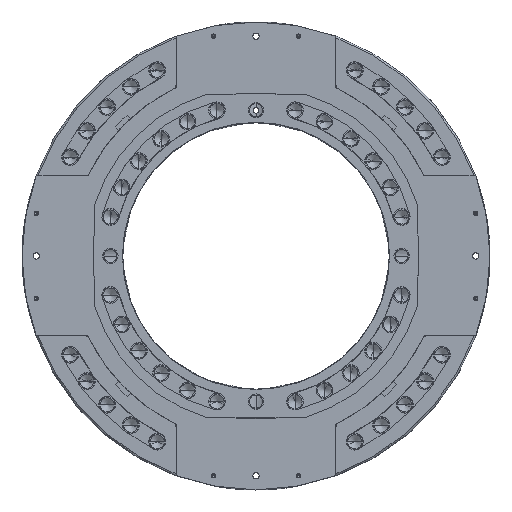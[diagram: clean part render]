
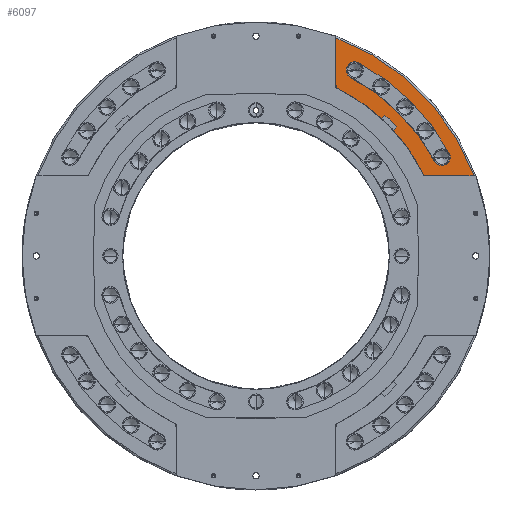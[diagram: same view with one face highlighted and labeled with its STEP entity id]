
A CAD part, top view. The second image highlights one B-rep face of the part: STEP entity #6097.
In plain terms, the highlighted planar face has unit normal (0, 0, 1).
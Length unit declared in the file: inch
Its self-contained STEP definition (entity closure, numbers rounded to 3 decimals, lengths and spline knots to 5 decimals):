
#244 = DIRECTION ( 'NONE',  ( 0., 0., -1. ) ) ;
#260 = EDGE_CURVE ( 'NONE', #28021, #2651, #8466, .T. ) ;
#310 = EDGE_CURVE ( 'NONE', #14463, #989, #19602, .T. ) ;
#328 = EDGE_CURVE ( 'NONE', #989, #10842, #32217, .T. ) ;
#989 = VERTEX_POINT ( 'NONE', #3508 ) ;
#1353 = VECTOR ( 'NONE', #2819, 39.37008 ) ;
#2514 = CARTESIAN_POINT ( 'NONE',  ( 0., 0., 2.65 ) ) ;
#2559 = CARTESIAN_POINT ( 'NONE',  ( 5.45971, 2.90298, 2.65 ) ) ;
#2651 = VERTEX_POINT ( 'NONE', #16426 ) ;
#2819 = DIRECTION ( 'NONE',  ( 0.737, 0.676, 0. ) ) ;
#2820 = VECTOR ( 'NONE', #6137, 39.37008 ) ;
#2964 = EDGE_LOOP ( 'NONE', ( #15582, #13014, #12738, #30853, #17958, #16240 ) ) ;
#3048 = EDGE_CURVE ( 'NONE', #23109, #14463, #17669, .T. ) ;
#3127 = VERTEX_POINT ( 'NONE', #21187 ) ;
#3197 = AXIS2_PLACEMENT_3D ( 'NONE', #19215, #29876, #23656 ) ;
#3491 = VERTEX_POINT ( 'NONE', #32323 ) ;
#3508 = CARTESIAN_POINT ( 'NONE',  ( 2.78749, 5.2425, 2.65 ) ) ;
#3670 = VERTEX_POINT ( 'NONE', #8761 ) ;
#3905 = CIRCLE ( 'NONE', #25395, 6.825 ) ;
#4150 = VERTEX_POINT ( 'NONE', #21330 ) ;
#4506 = CIRCLE ( 'NONE', #10481, 0.125 ) ;
#4763 = CARTESIAN_POINT ( 'NONE',  ( 2.65698, 5.45971, 2.65 ) ) ;
#4771 = DIRECTION ( 'NONE',  ( 0., 0., -1. ) ) ;
#4920 = EDGE_CURVE ( 'NONE', #3491, #10149, #28959, .T. ) ;
#4977 = EDGE_CURVE ( 'NONE', #3127, #11926, #23033, .T. ) ;
#5047 = DIRECTION ( 'NONE',  ( 1., 0., 0. ) ) ;
#5061 = EDGE_CURVE ( 'NONE', #10842, #28021, #19905, .T. ) ;
#5261 = CARTESIAN_POINT ( 'NONE',  ( 4.03364, 3.69615, 2.65 ) ) ;
#5409 = CARTESIAN_POINT ( 'NONE',  ( 5.45971, 2.90298, 2.65 ) ) ;
#5416 = ORIENTED_EDGE ( 'NONE', *, *, #28437, .F. ) ;
#5611 = CIRCLE ( 'NONE', #15048, 6.4295 ) ;
#6097 = ADVANCED_FACE ( 'NONE', ( #6304, #13094 ), #9921, .T. ) ;
#6137 = DIRECTION ( 'NONE',  ( 1., 0., 0. ) ) ;
#6286 = AXIS2_PLACEMENT_3D ( 'NONE', #7487, #25205, #10084 ) ;
#6304 = FACE_BOUND ( 'NONE', #2964, .T. ) ;
#6666 = CARTESIAN_POINT ( 'NONE',  ( 0., 0., 2.65 ) ) ;
#6846 = CARTESIAN_POINT ( 'NONE',  ( 5.39, 2.35, 2.65 ) ) ;
#7233 = ORIENTED_EDGE ( 'NONE', *, *, #4920, .T. ) ;
#7487 = CARTESIAN_POINT ( 'NONE',  ( 2.475, 5.01892, 2.65 ) ) ;
#7497 = AXIS2_PLACEMENT_3D ( 'NONE', #10331, #23929, #22632 ) ;
#7935 = DIRECTION ( 'NONE',  ( 0., 0., 1. ) ) ;
#7949 = VECTOR ( 'NONE', #11668, 39.37008 ) ;
#8020 = LINE ( 'NONE', #11115, #21528 ) ;
#8022 = EDGE_CURVE ( 'NONE', #14548, #30428, #30887, .T. ) ;
#8200 = DIRECTION ( 'NONE',  ( 0., 0., 1. ) ) ;
#8466 = CIRCLE ( 'NONE', #9067, 0.246 ) ;
#8761 = CARTESIAN_POINT ( 'NONE',  ( 3.69615, 4.03364, 2.65 ) ) ;
#8787 = CARTESIAN_POINT ( 'NONE',  ( 4.90681, 2.41971, 2.65 ) ) ;
#9067 = AXIS2_PLACEMENT_3D ( 'NONE', #2559, #17794, #32872 ) ;
#9087 = EDGE_CURVE ( 'NONE', #10149, #3127, #3905, .T. ) ;
#9299 = DIRECTION ( 'NONE',  ( 1., 0., 0. ) ) ;
#9921 = PLANE ( 'NONE',  #7497 ) ;
#10084 = DIRECTION ( 'NONE',  ( 1., 0., 0. ) ) ;
#10149 = VERTEX_POINT ( 'NONE', #16478 ) ;
#10235 = CARTESIAN_POINT ( 'NONE',  ( 5.70571, 2.90298, 2.65 ) ) ;
#10331 = CARTESIAN_POINT ( 'NONE',  ( 0., 0., 2.65 ) ) ;
#10481 = AXIS2_PLACEMENT_3D ( 'NONE', #23378, #8200, #25908 ) ;
#10842 = VERTEX_POINT ( 'NONE', #19870 ) ;
#11009 = ORIENTED_EDGE ( 'NONE', *, *, #32288, .F. ) ;
#11115 = CARTESIAN_POINT ( 'NONE',  ( 3.79074, 4.13686, 2.65 ) ) ;
#11465 = AXIS2_PLACEMENT_3D ( 'NONE', #15447, #244, #18050 ) ;
#11668 = DIRECTION ( 'NONE',  ( 0., -1., 0. ) ) ;
#11926 = VERTEX_POINT ( 'NONE', #30629 ) ;
#12738 = ORIENTED_EDGE ( 'NONE', *, *, #5061, .F. ) ;
#13014 = ORIENTED_EDGE ( 'NONE', *, *, #260, .F. ) ;
#13094 = FACE_OUTER_BOUND ( 'NONE', #21447, .T. ) ;
#13317 = VERTEX_POINT ( 'NONE', #22141 ) ;
#13491 = CARTESIAN_POINT ( 'NONE',  ( 0., 0., 2.65 ) ) ;
#14167 = ORIENTED_EDGE ( 'NONE', *, *, #4977, .T. ) ;
#14463 = VERTEX_POINT ( 'NONE', #4763 ) ;
#14548 = VERTEX_POINT ( 'NONE', #32863 ) ;
#14981 = DIRECTION ( 'NONE',  ( 1., 0., 0. ) ) ;
#15048 = AXIS2_PLACEMENT_3D ( 'NONE', #13491, #31160, #16032 ) ;
#15447 = CARTESIAN_POINT ( 'NONE',  ( 0., 0., 2.65 ) ) ;
#15582 = ORIENTED_EDGE ( 'NONE', *, *, #32405, .F. ) ;
#15699 = ORIENTED_EDGE ( 'NONE', *, *, #8022, .T. ) ;
#15927 = ORIENTED_EDGE ( 'NONE', *, *, #21854, .F. ) ;
#16032 = DIRECTION ( 'NONE',  ( 1., 0., 0. ) ) ;
#16069 = AXIS2_PLACEMENT_3D ( 'NONE', #6666, #24381, #21991 ) ;
#16240 = ORIENTED_EDGE ( 'NONE', *, *, #3048, .F. ) ;
#16426 = CARTESIAN_POINT ( 'NONE',  ( 5.67691, 3.01847, 2.65 ) ) ;
#16478 = CARTESIAN_POINT ( 'NONE',  ( 6.40766, 2.35, 2.65 ) ) ;
#17250 = CARTESIAN_POINT ( 'NONE',  ( 3.01847, 5.67691, 2.65 ) ) ;
#17567 = CARTESIAN_POINT ( 'NONE',  ( 2.90298, 5.45971, 2.65 ) ) ;
#17669 = CIRCLE ( 'NONE', #3197, 0.246 ) ;
#17794 = DIRECTION ( 'NONE',  ( 0., 0., 1. ) ) ;
#17958 = ORIENTED_EDGE ( 'NONE', *, *, #310, .F. ) ;
#17999 = EDGE_CURVE ( 'NONE', #11926, #4150, #27256, .T. ) ;
#18050 = DIRECTION ( 'NONE',  ( 1., 0., 0. ) ) ;
#18765 = ORIENTED_EDGE ( 'NONE', *, *, #21258, .T. ) ;
#19215 = CARTESIAN_POINT ( 'NONE',  ( 2.90298, 5.45971, 2.65 ) ) ;
#19492 = ORIENTED_EDGE ( 'NONE', *, *, #9087, .T. ) ;
#19602 = CIRCLE ( 'NONE', #24334, 0.246 ) ;
#19870 = CARTESIAN_POINT ( 'NONE',  ( 5.2425, 2.78749, 2.65 ) ) ;
#19905 = CIRCLE ( 'NONE', #31012, 0.246 ) ;
#19996 = DIRECTION ( 'NONE',  ( 1., 0., 0. ) ) ;
#20261 = DIRECTION ( 'NONE',  ( 0., 0., 1. ) ) ;
#21187 = CARTESIAN_POINT ( 'NONE',  ( 2.35, 6.40766, 2.65 ) ) ;
#21258 = EDGE_CURVE ( 'NONE', #30428, #3491, #4506, .T. ) ;
#21330 = CARTESIAN_POINT ( 'NONE',  ( 2.41971, 4.90681, 2.65 ) ) ;
#21447 = EDGE_LOOP ( 'NONE', ( #23305, #15927, #11009, #5416, #15699, #18765, #7233, #19492, #14167, #24965 ) ) ;
#21528 = VECTOR ( 'NONE', #26241, 39.37008 ) ;
#21854 = EDGE_CURVE ( 'NONE', #29440, #3670, #8020, .T. ) ;
#21991 = DIRECTION ( 'NONE',  ( 1., 0., 0. ) ) ;
#22141 = CARTESIAN_POINT ( 'NONE',  ( 4.13686, 3.79074, 2.65 ) ) ;
#22512 = CARTESIAN_POINT ( 'NONE',  ( 0., 0., 2.65 ) ) ;
#22632 = DIRECTION ( 'NONE',  ( 1., 0., 0. ) ) ;
#23033 = LINE ( 'NONE', #27252, #7949 ) ;
#23109 = VERTEX_POINT ( 'NONE', #17250 ) ;
#23305 = ORIENTED_EDGE ( 'NONE', *, *, #25347, .T. ) ;
#23378 = CARTESIAN_POINT ( 'NONE',  ( 5.01892, 2.475, 2.65 ) ) ;
#23656 = DIRECTION ( 'NONE',  ( 1., 0., 0. ) ) ;
#23800 = CARTESIAN_POINT ( 'NONE',  ( 0., 0., 2.65 ) ) ;
#23929 = DIRECTION ( 'NONE',  ( 0., 0., 1. ) ) ;
#24140 = AXIS2_PLACEMENT_3D ( 'NONE', #2514, #20261, #5047 ) ;
#24334 = AXIS2_PLACEMENT_3D ( 'NONE', #17567, #32660, #14981 ) ;
#24381 = DIRECTION ( 'NONE',  ( 0., 0., -1. ) ) ;
#24965 = ORIENTED_EDGE ( 'NONE', *, *, #17999, .T. ) ;
#25205 = DIRECTION ( 'NONE',  ( 0., 0., 1. ) ) ;
#25347 = EDGE_CURVE ( 'NONE', #4150, #3670, #25676, .T. ) ;
#25395 = AXIS2_PLACEMENT_3D ( 'NONE', #23800, #28228, #9299 ) ;
#25676 = CIRCLE ( 'NONE', #11465, 5.471 ) ;
#25908 = DIRECTION ( 'NONE',  ( 1., 0., 0. ) ) ;
#26241 = DIRECTION ( 'NONE',  ( -0.676, -0.737, 0. ) ) ;
#27252 = CARTESIAN_POINT ( 'NONE',  ( 2.35, 5.39, 2.65 ) ) ;
#27256 = CIRCLE ( 'NONE', #6286, 0.125 ) ;
#27393 = CIRCLE ( 'NONE', #24140, 5.611 ) ;
#27544 = CARTESIAN_POINT ( 'NONE',  ( 3.79074, 4.13686, 2.65 ) ) ;
#27728 = AXIS2_PLACEMENT_3D ( 'NONE', #22512, #4771, #19996 ) ;
#28021 = VERTEX_POINT ( 'NONE', #10235 ) ;
#28228 = DIRECTION ( 'NONE',  ( 0., 0., 1. ) ) ;
#28312 = LINE ( 'NONE', #5261, #1353 ) ;
#28437 = EDGE_CURVE ( 'NONE', #14548, #13317, #28312, .T. ) ;
#28862 = DIRECTION ( 'NONE',  ( 1., 0., 0. ) ) ;
#28959 = LINE ( 'NONE', #6846, #2820 ) ;
#29440 = VERTEX_POINT ( 'NONE', #27544 ) ;
#29876 = DIRECTION ( 'NONE',  ( 0., 0., 1. ) ) ;
#30428 = VERTEX_POINT ( 'NONE', #8787 ) ;
#30629 = CARTESIAN_POINT ( 'NONE',  ( 2.35, 5.01892, 2.65 ) ) ;
#30853 = ORIENTED_EDGE ( 'NONE', *, *, #328, .F. ) ;
#30887 = CIRCLE ( 'NONE', #16069, 5.471 ) ;
#31012 = AXIS2_PLACEMENT_3D ( 'NONE', #5409, #7935, #28862 ) ;
#31160 = DIRECTION ( 'NONE',  ( 0., 0., 1. ) ) ;
#32217 = CIRCLE ( 'NONE', #27728, 5.9375 ) ;
#32288 = EDGE_CURVE ( 'NONE', #13317, #29440, #27393, .T. ) ;
#32323 = CARTESIAN_POINT ( 'NONE',  ( 5.01892, 2.35, 2.65 ) ) ;
#32405 = EDGE_CURVE ( 'NONE', #2651, #23109, #5611, .T. ) ;
#32660 = DIRECTION ( 'NONE',  ( 0., 0., 1. ) ) ;
#32863 = CARTESIAN_POINT ( 'NONE',  ( 4.03364, 3.69615, 2.65 ) ) ;
#32872 = DIRECTION ( 'NONE',  ( 1., 0., 0. ) ) ;
